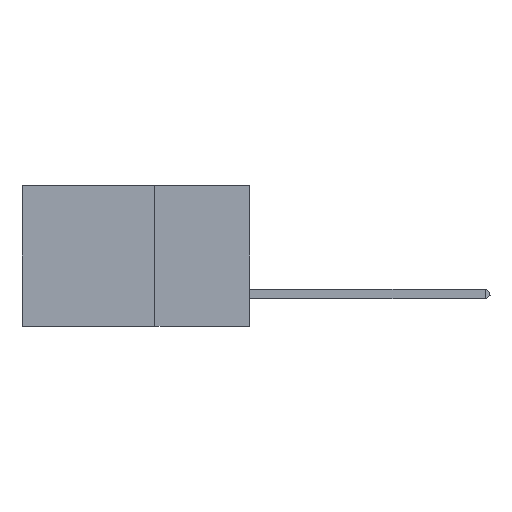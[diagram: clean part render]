
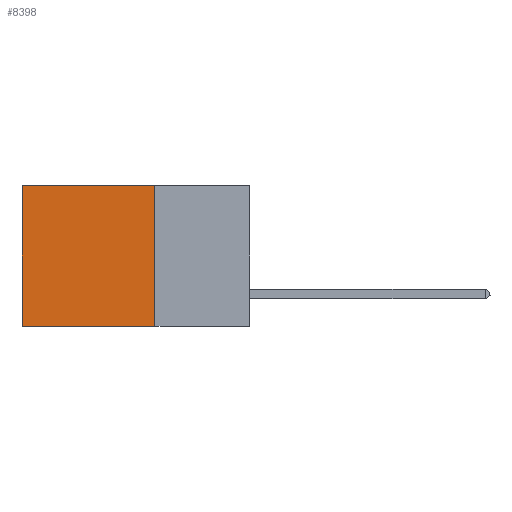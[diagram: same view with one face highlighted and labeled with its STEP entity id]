
A CAD part, left-side view. The second image highlights one B-rep face of the part: STEP entity #8398.
In plain terms, the highlighted planar face has unit normal (-1, 0, 0).
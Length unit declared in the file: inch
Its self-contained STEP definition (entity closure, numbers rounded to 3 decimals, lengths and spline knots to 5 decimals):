
#741 = CARTESIAN_POINT ( 'NONE',  ( 0.2875, 0.25, 0. ) ) ;
#2286 = EDGE_CURVE ( 'NONE', #12067, #9624, #5856, .T. ) ;
#2892 = CARTESIAN_POINT ( 'NONE',  ( 0.2875, 0.25, -0.37 ) ) ;
#4062 = CARTESIAN_POINT ( 'NONE',  ( 0.2875, 0.6, 0. ) ) ;
#5045 = VECTOR ( 'NONE', #16643, 39.37008 ) ;
#5324 = ORIENTED_EDGE ( 'NONE', *, *, #17927, .T. ) ;
#5856 = LINE ( 'NONE', #2892, #13606 ) ;
#6097 = EDGE_CURVE ( 'NONE', #22826, #24539, #22914, .T. ) ;
#7282 = VECTOR ( 'NONE', #7524, 39.37008 ) ;
#7524 = DIRECTION ( 'NONE',  ( 0., 0., -1. ) ) ;
#8398 = ADVANCED_FACE ( 'NONE', ( #8404 ), #12211, .F. ) ;
#8404 = FACE_OUTER_BOUND ( 'NONE', #23647, .T. ) ;
#9624 = VERTEX_POINT ( 'NONE', #23639 ) ;
#11215 = CARTESIAN_POINT ( 'NONE',  ( 0.2875, 0.25, 0. ) ) ;
#11271 = CARTESIAN_POINT ( 'NONE',  ( 0.2875, 0.25, 0. ) ) ;
#11344 = LINE ( 'NONE', #11271, #5045 ) ;
#12067 = VERTEX_POINT ( 'NONE', #21571 ) ;
#12211 = PLANE ( 'NONE',  #17312 ) ;
#13606 = VECTOR ( 'NONE', #16363, 39.37008 ) ;
#14209 = CARTESIAN_POINT ( 'NONE',  ( 0.2875, 0.25, 0. ) ) ;
#16023 = ORIENTED_EDGE ( 'NONE', *, *, #6097, .T. ) ;
#16132 = DIRECTION ( 'NONE',  ( 0., 0., -1. ) ) ;
#16363 = DIRECTION ( 'NONE',  ( 0., 1., 0. ) ) ;
#16643 = DIRECTION ( 'NONE',  ( 0., 0., -1. ) ) ;
#17312 = AXIS2_PLACEMENT_3D ( 'NONE', #14209, #19754, #16132 ) ;
#17927 = EDGE_CURVE ( 'NONE', #24539, #9624, #21372, .T. ) ;
#18614 = ORIENTED_EDGE ( 'NONE', *, *, #2286, .F. ) ;
#18986 = CARTESIAN_POINT ( 'NONE',  ( 0.2875, 0.6, 0. ) ) ;
#19673 = DIRECTION ( 'NONE',  ( 0., 1., 0. ) ) ;
#19754 = DIRECTION ( 'NONE',  ( 1., 0., 0. ) ) ;
#20436 = EDGE_CURVE ( 'NONE', #22826, #12067, #11344, .T. ) ;
#21372 = LINE ( 'NONE', #18986, #7282 ) ;
#21571 = CARTESIAN_POINT ( 'NONE',  ( 0.2875, 0.25, -0.37 ) ) ;
#22581 = ORIENTED_EDGE ( 'NONE', *, *, #20436, .F. ) ;
#22826 = VERTEX_POINT ( 'NONE', #11215 ) ;
#22914 = LINE ( 'NONE', #741, #24374 ) ;
#23639 = CARTESIAN_POINT ( 'NONE',  ( 0.2875, 0.6, -0.37 ) ) ;
#23647 = EDGE_LOOP ( 'NONE', ( #5324, #18614, #22581, #16023 ) ) ;
#24374 = VECTOR ( 'NONE', #19673, 39.37008 ) ;
#24539 = VERTEX_POINT ( 'NONE', #4062 ) ;
